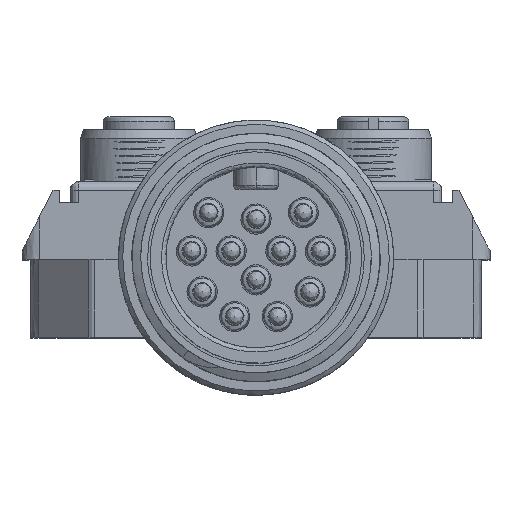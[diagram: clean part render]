
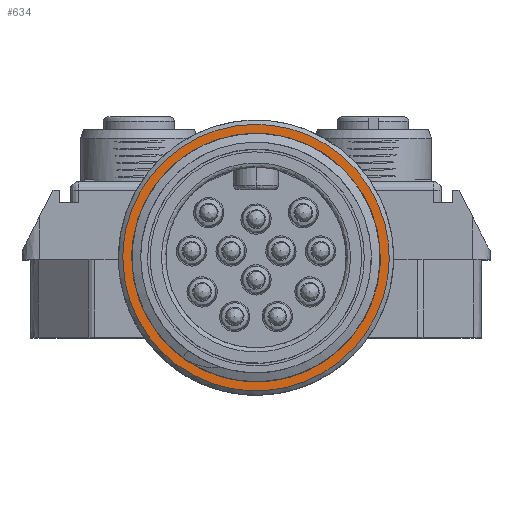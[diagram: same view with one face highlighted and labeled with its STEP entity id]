
A CAD part, top view. The second image highlights one B-rep face of the part: STEP entity #634.
In plain terms, the highlighted free-form (B-spline) face has degree [1, 1] with [2, 2] control points.
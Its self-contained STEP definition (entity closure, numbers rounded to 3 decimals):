
#575=CARTESIAN_POINT('',(-14.397,9.,88.411));
#576=VERTEX_POINT('',#575);
#582=CARTESIAN_POINT('',(-14.397,9.,88.411));
#583=CARTESIAN_POINT('',(-14.397,-5.347,88.411));
#584=CARTESIAN_POINT('',(-0.05,-5.347,88.411));
#585=CARTESIAN_POINT('',(14.297,-5.347,88.411));
#586=CARTESIAN_POINT('',(14.297,9.,88.411));
#587=CARTESIAN_POINT('',(14.297,23.347,88.411));
#588=CARTESIAN_POINT('',(-0.05,23.347,88.411));
#589=CARTESIAN_POINT('',(-14.397,23.347,88.411));
#590=CARTESIAN_POINT('',(-14.397,9.,88.411));
#591=(BOUNDED_CURVE()B_SPLINE_CURVE(2,(#582,#583,#584,#585,#586,#587,#588,#589,#590),.CIRCULAR_ARC.,.T.,.U.)B_SPLINE_CURVE_WITH_KNOTS((3,2,2,2,3),(0.,0.25,0.5,0.75,1.),.UNSPECIFIED.)CURVE()GEOMETRIC_REPRESENTATION_ITEM()RATIONAL_B_SPLINE_CURVE((1.,0.707,1.,0.707,1.,0.707,1.,0.707,1.))REPRESENTATION_ITEM(''));
#592=EDGE_CURVE('',#576,#576,#591,.T.);
#610=CARTESIAN_POINT('',(41.125,50.175,88.411));
#611=CARTESIAN_POINT('',(41.125,-32.175,88.411));
#612=CARTESIAN_POINT('',(-41.225,50.175,88.411));
#613=CARTESIAN_POINT('',(-41.225,-32.175,88.411));
#614=B_SPLINE_SURFACE_WITH_KNOTS('',1,1,((#610,#611),(#612,#613)),.PLANE_SURF.,.F.,.F.,.U.,(2,2),(2,2),(-1.,2.),(-1.,2.),.UNSPECIFIED.);
#615=CARTESIAN_POINT('',(-15.425,9.,88.411));
#616=VERTEX_POINT('',#615);
#617=CARTESIAN_POINT('',(-15.425,9.,88.411));
#618=CARTESIAN_POINT('',(-15.425,-6.375,88.411));
#619=CARTESIAN_POINT('',(-0.05,-6.375,88.411));
#620=CARTESIAN_POINT('',(15.325,-6.375,88.411));
#621=CARTESIAN_POINT('',(15.325,9.,88.411));
#622=CARTESIAN_POINT('',(15.325,24.375,88.411));
#623=CARTESIAN_POINT('',(-0.05,24.375,88.411));
#624=CARTESIAN_POINT('',(-15.425,24.375,88.411));
#625=CARTESIAN_POINT('',(-15.425,9.,88.411));
#626=(BOUNDED_CURVE()B_SPLINE_CURVE(2,(#617,#618,#619,#620,#621,#622,#623,#624,#625),.CIRCULAR_ARC.,.T.,.U.)B_SPLINE_CURVE_WITH_KNOTS((3,2,2,2,3),(0.,0.25,0.5,0.75,1.),.UNSPECIFIED.)CURVE()GEOMETRIC_REPRESENTATION_ITEM()RATIONAL_B_SPLINE_CURVE((1.,0.707,1.,0.707,1.,0.707,1.,0.707,1.))REPRESENTATION_ITEM(''));
#627=EDGE_CURVE('',#616,#616,#626,.T.);
#628=ORIENTED_EDGE('',*,*,#627,.T.);
#629=EDGE_LOOP('',(#628));
#630=FACE_OUTER_BOUND('',#629,.T.);
#631=ORIENTED_EDGE('',*,*,#592,.F.);
#632=EDGE_LOOP('',(#631));
#633=FACE_BOUND('',#632,.T.);
#634=ADVANCED_FACE('',(#630,#633),#614,.T.);
